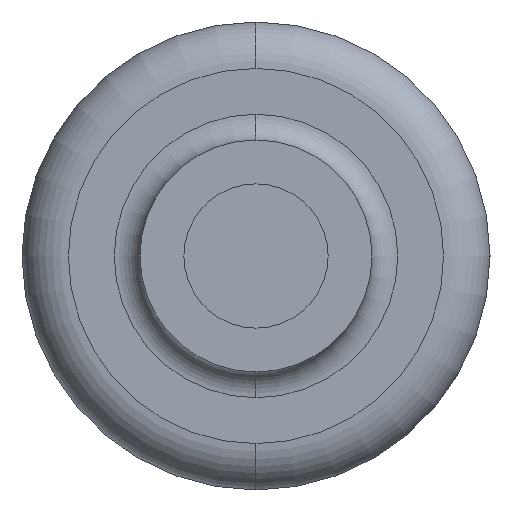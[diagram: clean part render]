
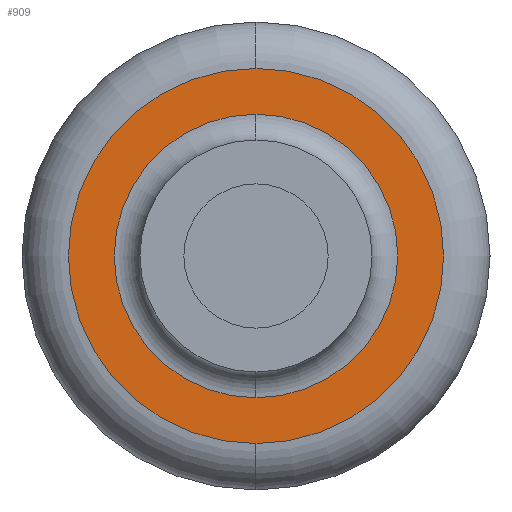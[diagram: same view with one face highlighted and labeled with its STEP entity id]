
A CAD part, left-side view. The second image highlights one B-rep face of the part: STEP entity #909.
In plain terms, the highlighted face is planar.
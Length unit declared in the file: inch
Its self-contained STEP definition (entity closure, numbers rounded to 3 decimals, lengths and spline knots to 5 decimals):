
#61 = CARTESIAN_POINT ( 'NONE',  ( 0., 0., 0. ) ) ;
#126 = EDGE_CURVE ( 'NONE', #483, #609, #915, .T. ) ;
#263 = PLANE ( 'NONE',  #2627 ) ;
#393 = EDGE_LOOP ( 'NONE', ( #828, #1374 ) ) ;
#466 = AXIS2_PLACEMENT_3D ( 'NONE', #1950, #1562, #2385 ) ;
#483 = VERTEX_POINT ( 'NONE', #1557 ) ;
#609 = VERTEX_POINT ( 'NONE', #1813 ) ;
#630 = EDGE_CURVE ( 'NONE', #2287, #881, #1751, .T. ) ;
#679 = EDGE_CURVE ( 'NONE', #881, #2287, #1620, .T. ) ;
#724 = AXIS2_PLACEMENT_3D ( 'NONE', #796, #1606, #2443 ) ;
#796 = CARTESIAN_POINT ( 'NONE',  ( 0., 0., 0. ) ) ;
#827 = EDGE_CURVE ( 'NONE', #609, #483, #2276, .T. ) ;
#828 = ORIENTED_EDGE ( 'NONE', *, *, #630, .T. ) ;
#879 = DIRECTION ( 'NONE',  ( 1., 0., 0. ) ) ;
#881 = VERTEX_POINT ( 'NONE', #1499 ) ;
#909 = ADVANCED_FACE ( 'NONE', ( #931, #1738 ), #263, .T. ) ;
#915 = CIRCLE ( 'NONE', #2419, 0.182 ) ;
#918 = CARTESIAN_POINT ( 'NONE',  ( 0., 0., 0. ) ) ;
#931 = FACE_BOUND ( 'NONE', #393, .T. ) ;
#1119 = AXIS2_PLACEMENT_3D ( 'NONE', #918, #1722, #1711 ) ;
#1174 = ORIENTED_EDGE ( 'NONE', *, *, #827, .T. ) ;
#1374 = ORIENTED_EDGE ( 'NONE', *, *, #679, .T. ) ;
#1379 = CARTESIAN_POINT ( 'NONE',  ( 0., 0., 0. ) ) ;
#1474 = CARTESIAN_POINT ( 'NONE',  ( 0., 0., -0.1375 ) ) ;
#1499 = CARTESIAN_POINT ( 'NONE',  ( 0., 0., 0.1375 ) ) ;
#1557 = CARTESIAN_POINT ( 'NONE',  ( 0., 0., 0.182 ) ) ;
#1562 = DIRECTION ( 'NONE',  ( -1., 0., 0. ) ) ;
#1606 = DIRECTION ( 'NONE',  ( -1., 0., 0. ) ) ;
#1620 = CIRCLE ( 'NONE', #466, 0.1375 ) ;
#1684 = DIRECTION ( 'NONE',  ( 0., 0., -1. ) ) ;
#1711 = DIRECTION ( 'NONE',  ( 0., 0., -1. ) ) ;
#1722 = DIRECTION ( 'NONE',  ( 1., 0., 0. ) ) ;
#1738 = FACE_OUTER_BOUND ( 'NONE', #2195, .T. ) ;
#1751 = CIRCLE ( 'NONE', #724, 0.1375 ) ;
#1813 = CARTESIAN_POINT ( 'NONE',  ( 0., 0., -0.182 ) ) ;
#1949 = ORIENTED_EDGE ( 'NONE', *, *, #126, .T. ) ;
#1950 = CARTESIAN_POINT ( 'NONE',  ( 0., 0., 0. ) ) ;
#1992 = DIRECTION ( 'NONE',  ( 0., 0., -1. ) ) ;
#2193 = DIRECTION ( 'NONE',  ( 1., 0., 0. ) ) ;
#2195 = EDGE_LOOP ( 'NONE', ( #1174, #1949 ) ) ;
#2276 = CIRCLE ( 'NONE', #1119, 0.182 ) ;
#2287 = VERTEX_POINT ( 'NONE', #1474 ) ;
#2385 = DIRECTION ( 'NONE',  ( 0., 0., -1. ) ) ;
#2419 = AXIS2_PLACEMENT_3D ( 'NONE', #1379, #2193, #1992 ) ;
#2443 = DIRECTION ( 'NONE',  ( 0., 0., -1. ) ) ;
#2627 = AXIS2_PLACEMENT_3D ( 'NONE', #61, #879, #1684 ) ;
